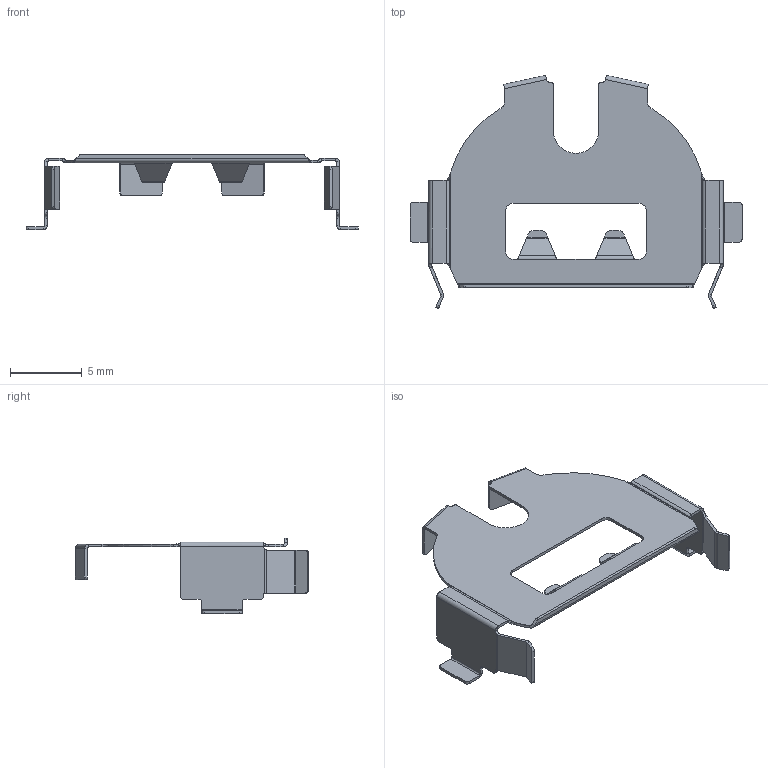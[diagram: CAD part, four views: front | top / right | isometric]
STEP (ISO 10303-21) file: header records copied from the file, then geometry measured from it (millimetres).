
FILE_DESCRIPTION(/* description */ (''),/* implementation_level */ '2;1');
FILE_NAME(/* name */ 'MYOUNG MY-2032-01.step',/* time_stamp */ '2025-05-26T20:03:36+02:00',/* author */ (''),/* organization */ (''),/* preprocessor_version */ 'ST-DEVELOPER v20.1',/* originating_system */ 'Autodesk Translation Framework v14.10.0.0',/* authorisation */ '');
FILE_SCHEMA (('AUTOMOTIVE_DESIGN { 1 0 10303 214 3 1 1 }'));
Length unit declared in the file: millimetre
Products named in the file (1): MYOUNG MY-2032-01
Bounding box: 23.2 x 16.3 x 5.26 mm (x, y, z)
Volume: 59.2 mm3; surface area: 622.3 mm2
Topology: 1 solids, 1 shells, 222 faces, 576 edges, 356 vertices
Faces by surface type: plane 123, cylinder 85, bspline 14
Entity records: 7221 total; most frequent: CARTESIAN_POINT 1839, ORIENTED_EDGE 1152, DIRECTION 1078, EDGE_CURVE 576, AXIS2_PLACEMENT_3D 363, VERTEX_POINT 356, LINE 352, VECTOR 352
